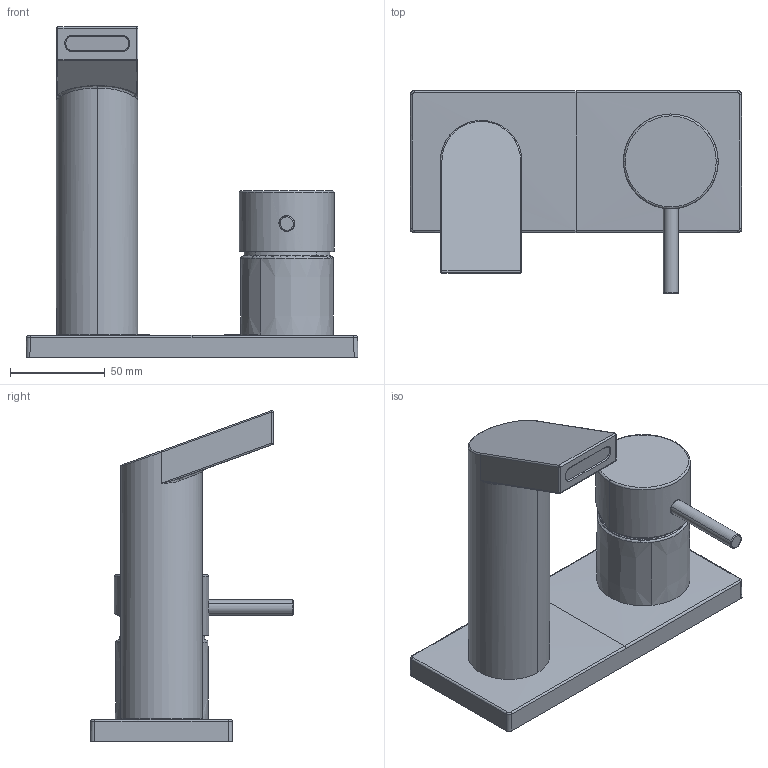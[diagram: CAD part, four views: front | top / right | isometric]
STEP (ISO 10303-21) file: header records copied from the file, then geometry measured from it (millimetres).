
FILE_DESCRIPTION (( 'STEP AP203' ), '1' );
FILE_NAME ('44902103.STEP', '2019-01-10T11:05:05', ( '' ), ( '' ), 'SwSTEP 2.0', 'SolidWorks 2016', '' );
FILE_SCHEMA (( 'CONFIG_CONTROL_DESIGN' ));
Length unit declared in the file: millimetre
Products named in the file (1): 44902103
Bounding box: 175 x 107.1 x 174.55 mm (x, y, z)
Volume: 537359.8 mm3; surface area: 70579.9 mm2
Topology: 1 solids, 1 shells, 87 faces, 201 edges, 118 vertices
Faces by surface type: bspline 36, cylinder 24, plane 18, torus 7, cone 2
Entity records: 7906 total; most frequent: CARTESIAN_POINT 6226, ORIENTED_EDGE 390, DIRECTION 222, EDGE_CURVE 195, VERTEX_POINT 118, B_SPLINE_CURVE_WITH_KNOTS 100, EDGE_LOOP 95, ADVANCED_FACE 87
